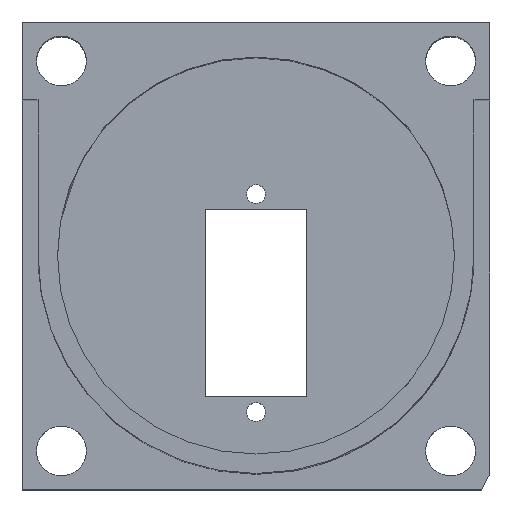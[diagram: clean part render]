
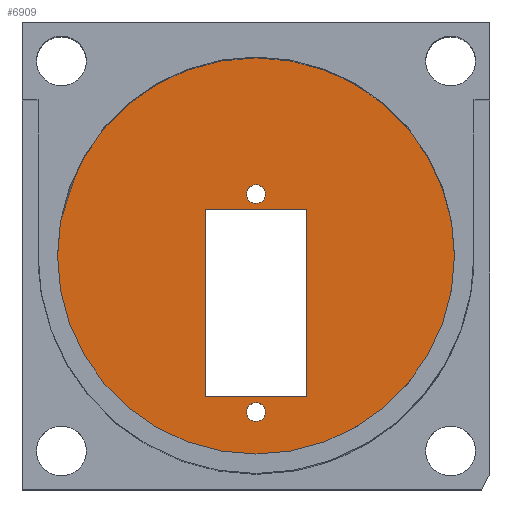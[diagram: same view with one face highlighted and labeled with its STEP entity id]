
A CAD part, top view. The second image highlights one B-rep face of the part: STEP entity #6909.
In plain terms, the highlighted planar face has unit normal (0, 0, 1).
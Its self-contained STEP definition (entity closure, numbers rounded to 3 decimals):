
#467 = CYLINDRICAL_SURFACE('',#468,1.2);
#468 = AXIS2_PLACEMENT_3D('',#469,#470,#471);
#469 = CARTESIAN_POINT('',(0.,-20.,67.));
#470 = DIRECTION('',(0.,0.,1.));
#471 = DIRECTION('',(1.,0.,0.));
#534 = PLANE('',#535);
#535 = AXIS2_PLACEMENT_3D('',#536,#537,#538);
#536 = CARTESIAN_POINT('',(6.5,6.,67.));
#537 = DIRECTION('',(-1.,0.,0.));
#538 = DIRECTION('',(0.,-1.,0.));
#562 = PLANE('',#563);
#563 = AXIS2_PLACEMENT_3D('',#564,#565,#566);
#564 = CARTESIAN_POINT('',(-6.5,6.,67.));
#565 = DIRECTION('',(0.,-1.,0.));
#566 = DIRECTION('',(1.,0.,0.));
#590 = PLANE('',#591);
#591 = AXIS2_PLACEMENT_3D('',#592,#593,#594);
#592 = CARTESIAN_POINT('',(-6.5,-18.,67.));
#593 = DIRECTION('',(1.,0.,0.));
#594 = DIRECTION('',(0.,1.,0.));
#616 = PLANE('',#617);
#617 = AXIS2_PLACEMENT_3D('',#618,#619,#620);
#618 = CARTESIAN_POINT('',(6.5,-18.,67.));
#619 = DIRECTION('',(0.,1.,0.));
#620 = DIRECTION('',(-1.,0.,0.));
#686 = CYLINDRICAL_SURFACE('',#687,1.2);
#687 = AXIS2_PLACEMENT_3D('',#688,#689,#690);
#688 = CARTESIAN_POINT('',(0.,8.,67.));
#689 = DIRECTION('',(0.,0.,1.));
#690 = DIRECTION('',(1.,0.,0.));
#952 = CYLINDRICAL_SURFACE('',#953,25.5);
#953 = AXIS2_PLACEMENT_3D('',#954,#955,#956);
#954 = CARTESIAN_POINT('',(0.,0.,67.));
#955 = DIRECTION('',(0.,0.,1.));
#956 = DIRECTION('',(1.,0.,0.));
#2058 = EDGE_CURVE('',#2059,#2059,#2061,.T.);
#2059 = VERTEX_POINT('',#2060);
#2060 = CARTESIAN_POINT('',(1.2,-20.,5.));
#2061 = SURFACE_CURVE('',#2062,(#2067,#2074),.PCURVE_S1.);
#2062 = CIRCLE('',#2063,1.2);
#2063 = AXIS2_PLACEMENT_3D('',#2064,#2065,#2066);
#2064 = CARTESIAN_POINT('',(0.,-20.,5.));
#2065 = DIRECTION('',(0.,0.,1.));
#2066 = DIRECTION('',(1.,0.,0.));
#2067 = PCURVE('',#467,#2068);
#2068 = DEFINITIONAL_REPRESENTATION('',(#2069),#2073);
#2069 = LINE('',#2070,#2071);
#2070 = CARTESIAN_POINT('',(0.,-62.));
#2071 = VECTOR('',#2072,1.);
#2072 = DIRECTION('',(1.,0.));
#2073 = ( GEOMETRIC_REPRESENTATION_CONTEXT(2) 
PARAMETRIC_REPRESENTATION_CONTEXT() REPRESENTATION_CONTEXT('2D SPACE',''
  ) );
#2074 = PCURVE('',#2075,#2080);
#2075 = PLANE('',#2076);
#2076 = AXIS2_PLACEMENT_3D('',#2077,#2078,#2079);
#2077 = CARTESIAN_POINT('',(0.,0.,5.)
  );
#2078 = DIRECTION('',(0.,0.,1.));
#2079 = DIRECTION('',(1.,0.,0.));
#2080 = DEFINITIONAL_REPRESENTATION('',(#2081),#2085);
#2081 = CIRCLE('',#2082,1.2);
#2082 = AXIS2_PLACEMENT_2D('',#2083,#2084);
#2083 = CARTESIAN_POINT('',(0.,-20.));
#2084 = DIRECTION('',(1.,0.));
#2085 = ( GEOMETRIC_REPRESENTATION_CONTEXT(2) 
PARAMETRIC_REPRESENTATION_CONTEXT() REPRESENTATION_CONTEXT('2D SPACE',''
  ) );
#2140 = EDGE_CURVE('',#2141,#2143,#2145,.T.);
#2141 = VERTEX_POINT('',#2142);
#2142 = CARTESIAN_POINT('',(6.5,6.,5.));
#2143 = VERTEX_POINT('',#2144);
#2144 = CARTESIAN_POINT('',(6.5,-18.,5.));
#2145 = SURFACE_CURVE('',#2146,(#2150,#2157),.PCURVE_S1.);
#2146 = LINE('',#2147,#2148);
#2147 = CARTESIAN_POINT('',(6.5,3.,5.));
#2148 = VECTOR('',#2149,1.);
#2149 = DIRECTION('',(0.,-1.,0.));
#2150 = PCURVE('',#534,#2151);
#2151 = DEFINITIONAL_REPRESENTATION('',(#2152),#2156);
#2152 = LINE('',#2153,#2154);
#2153 = CARTESIAN_POINT('',(3.,-62.));
#2154 = VECTOR('',#2155,1.);
#2155 = DIRECTION('',(1.,0.));
#2156 = ( GEOMETRIC_REPRESENTATION_CONTEXT(2) 
PARAMETRIC_REPRESENTATION_CONTEXT() REPRESENTATION_CONTEXT('2D SPACE',''
  ) );
#2157 = PCURVE('',#2075,#2158);
#2158 = DEFINITIONAL_REPRESENTATION('',(#2159),#2163);
#2159 = LINE('',#2160,#2161);
#2160 = CARTESIAN_POINT('',(6.5,3.));
#2161 = VECTOR('',#2162,1.);
#2162 = DIRECTION('',(0.,-1.));
#2163 = ( GEOMETRIC_REPRESENTATION_CONTEXT(2) 
PARAMETRIC_REPRESENTATION_CONTEXT() REPRESENTATION_CONTEXT('2D SPACE',''
  ) );
#2211 = EDGE_CURVE('',#2143,#2212,#2214,.T.);
#2212 = VERTEX_POINT('',#2213);
#2213 = CARTESIAN_POINT('',(-6.5,-18.,5.));
#2214 = SURFACE_CURVE('',#2215,(#2219,#2226),.PCURVE_S1.);
#2215 = LINE('',#2216,#2217);
#2216 = CARTESIAN_POINT('',(3.25,-18.,5.));
#2217 = VECTOR('',#2218,1.);
#2218 = DIRECTION('',(-1.,0.,0.));
#2219 = PCURVE('',#616,#2220);
#2220 = DEFINITIONAL_REPRESENTATION('',(#2221),#2225);
#2221 = LINE('',#2222,#2223);
#2222 = CARTESIAN_POINT('',(3.25,-62.));
#2223 = VECTOR('',#2224,1.);
#2224 = DIRECTION('',(1.,0.));
#2225 = ( GEOMETRIC_REPRESENTATION_CONTEXT(2) 
PARAMETRIC_REPRESENTATION_CONTEXT() REPRESENTATION_CONTEXT('2D SPACE',''
  ) );
#2226 = PCURVE('',#2075,#2227);
#2227 = DEFINITIONAL_REPRESENTATION('',(#2228),#2232);
#2228 = LINE('',#2229,#2230);
#2229 = CARTESIAN_POINT('',(3.25,-18.));
#2230 = VECTOR('',#2231,1.);
#2231 = DIRECTION('',(-1.,0.));
#2232 = ( GEOMETRIC_REPRESENTATION_CONTEXT(2) 
PARAMETRIC_REPRESENTATION_CONTEXT() REPRESENTATION_CONTEXT('2D SPACE',''
  ) );
#2260 = EDGE_CURVE('',#2212,#2261,#2263,.T.);
#2261 = VERTEX_POINT('',#2262);
#2262 = CARTESIAN_POINT('',(-6.5,6.,5.));
#2263 = SURFACE_CURVE('',#2264,(#2268,#2275),.PCURVE_S1.);
#2264 = LINE('',#2265,#2266);
#2265 = CARTESIAN_POINT('',(-6.5,-9.,5.));
#2266 = VECTOR('',#2267,1.);
#2267 = DIRECTION('',(0.,1.,0.));
#2268 = PCURVE('',#590,#2269);
#2269 = DEFINITIONAL_REPRESENTATION('',(#2270),#2274);
#2270 = LINE('',#2271,#2272);
#2271 = CARTESIAN_POINT('',(9.,-62.));
#2272 = VECTOR('',#2273,1.);
#2273 = DIRECTION('',(1.,0.));
#2274 = ( GEOMETRIC_REPRESENTATION_CONTEXT(2) 
PARAMETRIC_REPRESENTATION_CONTEXT() REPRESENTATION_CONTEXT('2D SPACE',''
  ) );
#2275 = PCURVE('',#2075,#2276);
#2276 = DEFINITIONAL_REPRESENTATION('',(#2277),#2281);
#2277 = LINE('',#2278,#2279);
#2278 = CARTESIAN_POINT('',(-6.5,-9.));
#2279 = VECTOR('',#2280,1.);
#2280 = DIRECTION('',(0.,1.));
#2281 = ( GEOMETRIC_REPRESENTATION_CONTEXT(2) 
PARAMETRIC_REPRESENTATION_CONTEXT() REPRESENTATION_CONTEXT('2D SPACE',''
  ) );
#2309 = EDGE_CURVE('',#2261,#2141,#2310,.T.);
#2310 = SURFACE_CURVE('',#2311,(#2315,#2322),.PCURVE_S1.);
#2311 = LINE('',#2312,#2313);
#2312 = CARTESIAN_POINT('',(-3.25,6.,5.));
#2313 = VECTOR('',#2314,1.);
#2314 = DIRECTION('',(1.,0.,0.));
#2315 = PCURVE('',#562,#2316);
#2316 = DEFINITIONAL_REPRESENTATION('',(#2317),#2321);
#2317 = LINE('',#2318,#2319);
#2318 = CARTESIAN_POINT('',(3.25,-62.));
#2319 = VECTOR('',#2320,1.);
#2320 = DIRECTION('',(1.,0.));
#2321 = ( GEOMETRIC_REPRESENTATION_CONTEXT(2) 
PARAMETRIC_REPRESENTATION_CONTEXT() REPRESENTATION_CONTEXT('2D SPACE',''
  ) );
#2322 = PCURVE('',#2075,#2323);
#2323 = DEFINITIONAL_REPRESENTATION('',(#2324),#2328);
#2324 = LINE('',#2325,#2326);
#2325 = CARTESIAN_POINT('',(-3.25,6.));
#2326 = VECTOR('',#2327,1.);
#2327 = DIRECTION('',(1.,0.));
#2328 = ( GEOMETRIC_REPRESENTATION_CONTEXT(2) 
PARAMETRIC_REPRESENTATION_CONTEXT() REPRESENTATION_CONTEXT('2D SPACE',''
  ) );
#2855 = EDGE_CURVE('',#2856,#2856,#2858,.T.);
#2856 = VERTEX_POINT('',#2857);
#2857 = CARTESIAN_POINT('',(1.2,8.,5.));
#2858 = SURFACE_CURVE('',#2859,(#2864,#2871),.PCURVE_S1.);
#2859 = CIRCLE('',#2860,1.2);
#2860 = AXIS2_PLACEMENT_3D('',#2861,#2862,#2863);
#2861 = CARTESIAN_POINT('',(0.,8.,5.));
#2862 = DIRECTION('',(0.,0.,1.));
#2863 = DIRECTION('',(1.,0.,0.));
#2864 = PCURVE('',#686,#2865);
#2865 = DEFINITIONAL_REPRESENTATION('',(#2866),#2870);
#2866 = LINE('',#2867,#2868);
#2867 = CARTESIAN_POINT('',(0.,-62.));
#2868 = VECTOR('',#2869,1.);
#2869 = DIRECTION('',(1.,0.));
#2870 = ( GEOMETRIC_REPRESENTATION_CONTEXT(2) 
PARAMETRIC_REPRESENTATION_CONTEXT() REPRESENTATION_CONTEXT('2D SPACE',''
  ) );
#2871 = PCURVE('',#2075,#2872);
#2872 = DEFINITIONAL_REPRESENTATION('',(#2873),#2877);
#2873 = CIRCLE('',#2874,1.2);
#2874 = AXIS2_PLACEMENT_2D('',#2875,#2876);
#2875 = CARTESIAN_POINT('',(0.,8.));
#2876 = DIRECTION('',(1.,0.));
#2877 = ( GEOMETRIC_REPRESENTATION_CONTEXT(2) 
PARAMETRIC_REPRESENTATION_CONTEXT() REPRESENTATION_CONTEXT('2D SPACE',''
  ) );
#5896 = VERTEX_POINT('',#5897);
#5897 = CARTESIAN_POINT('',(25.5,0.,5.));
#5918 = EDGE_CURVE('',#5896,#5896,#5919,.T.);
#5919 = SURFACE_CURVE('',#5920,(#5925,#5932),.PCURVE_S1.);
#5920 = CIRCLE('',#5921,25.5);
#5921 = AXIS2_PLACEMENT_3D('',#5922,#5923,#5924);
#5922 = CARTESIAN_POINT('',(0.,0.,5.));
#5923 = DIRECTION('',(0.,0.,1.));
#5924 = DIRECTION('',(1.,0.,0.));
#5925 = PCURVE('',#952,#5926);
#5926 = DEFINITIONAL_REPRESENTATION('',(#5927),#5931);
#5927 = LINE('',#5928,#5929);
#5928 = CARTESIAN_POINT('',(0.,-62.));
#5929 = VECTOR('',#5930,1.);
#5930 = DIRECTION('',(1.,0.));
#5931 = ( GEOMETRIC_REPRESENTATION_CONTEXT(2) 
PARAMETRIC_REPRESENTATION_CONTEXT() REPRESENTATION_CONTEXT('2D SPACE',''
  ) );
#5932 = PCURVE('',#2075,#5933);
#5933 = DEFINITIONAL_REPRESENTATION('',(#5934),#5938);
#5934 = CIRCLE('',#5935,25.5);
#5935 = AXIS2_PLACEMENT_2D('',#5936,#5937);
#5936 = CARTESIAN_POINT('',(0.,0.));
#5937 = DIRECTION('',(1.,0.));
#5938 = ( GEOMETRIC_REPRESENTATION_CONTEXT(2) 
PARAMETRIC_REPRESENTATION_CONTEXT() REPRESENTATION_CONTEXT('2D SPACE',''
  ) );
#6909 = ADVANCED_FACE('',(#6910,#6913,#6916,#6922),#2075,.T.);
#6910 = FACE_BOUND('',#6911,.T.);
#6911 = EDGE_LOOP('',(#6912));
#6912 = ORIENTED_EDGE('',*,*,#5918,.T.);
#6913 = FACE_BOUND('',#6914,.T.);
#6914 = EDGE_LOOP('',(#6915));
#6915 = ORIENTED_EDGE('',*,*,#2058,.F.);
#6916 = FACE_BOUND('',#6917,.T.);
#6917 = EDGE_LOOP('',(#6918,#6919,#6920,#6921));
#6918 = ORIENTED_EDGE('',*,*,#2260,.T.);
#6919 = ORIENTED_EDGE('',*,*,#2309,.T.);
#6920 = ORIENTED_EDGE('',*,*,#2140,.T.);
#6921 = ORIENTED_EDGE('',*,*,#2211,.T.);
#6922 = FACE_BOUND('',#6923,.T.);
#6923 = EDGE_LOOP('',(#6924));
#6924 = ORIENTED_EDGE('',*,*,#2855,.F.);
